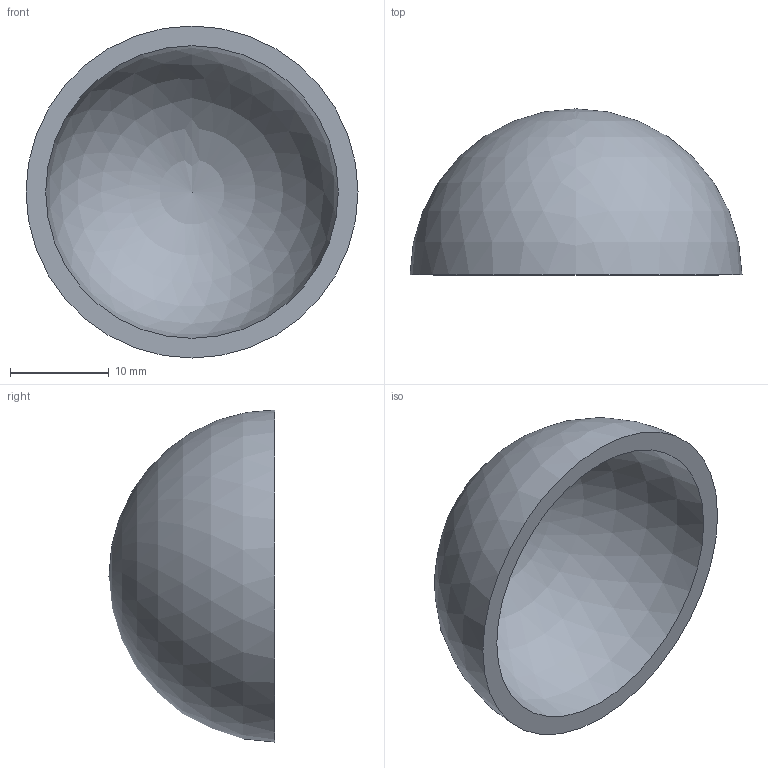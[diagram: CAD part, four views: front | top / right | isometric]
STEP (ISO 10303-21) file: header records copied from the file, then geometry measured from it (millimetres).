
FILE_DESCRIPTION(/* description */ (''),/* implementation_level */ '2;1');
FILE_NAME(/* name */ '44861.ipt.step',/* time_stamp */ '2022-07-20T08:06:07+02:00',/* author */ ('Abt. Technik'),/* organization */ (''),/* preprocessor_version */ 'ST-DEVELOPER v19.2',/* originating_system */ 'Autodesk Inventor 2023',/* authorisation */ '');
FILE_SCHEMA (('AUTOMOTIVE_DESIGN { 1 0 10303 214 3 1 1 }'));
Length unit declared in the file: millimetre
Products named in the file (1): 44861
Bounding box: 33.7 x 16.85 x 33.7 mm (x, y, z)
Volume: 3161.1 mm3; surface area: 3368.7 mm2
Topology: 1 solids, 1 shells, 3 faces, 6 edges, 4 vertices
Faces by surface type: sphere 2, plane 1
Entity records: 117 total; most frequent: DIRECTION 16, CARTESIAN_POINT 12, ORIENTED_EDGE 8, AXIS2_PLACEMENT_3D 8, EDGE_LOOP 4, CIRCLE 4, VERTEX_POINT 4, EDGE_CURVE 4
